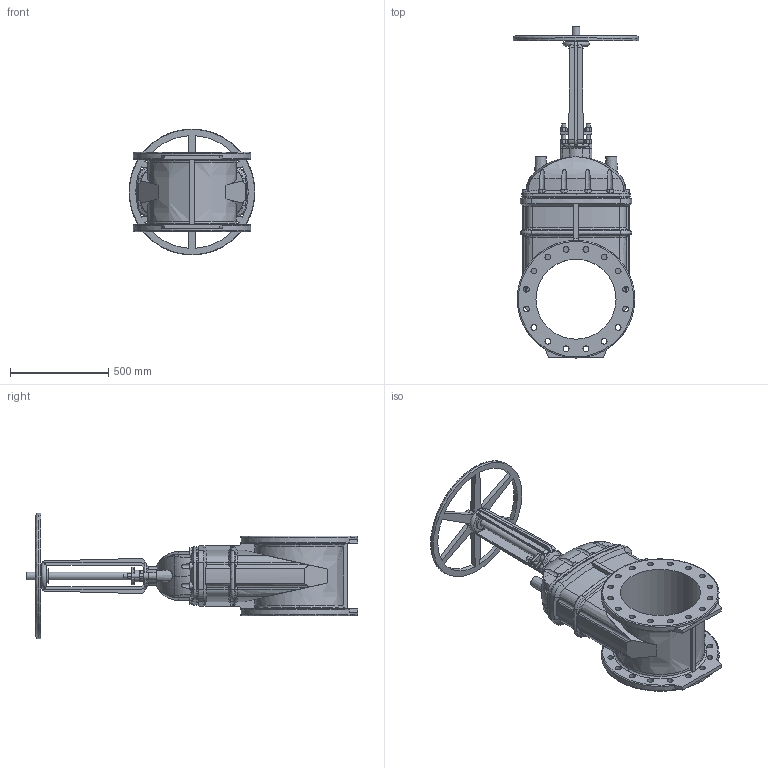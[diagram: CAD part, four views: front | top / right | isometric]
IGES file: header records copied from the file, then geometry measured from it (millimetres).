
Start section: SolidWorks IGES file using analytic representation for surfaces
Global section: file name: O_45_5C_DN400_X0_AA1_igs.igs; native system: SolidWorks 2012; preprocessor: SolidWorks 2012; author: pbm; date: 150825.112642; units: millimetre
Bounding box: 640 x 1687.5 x 640 mm (x, y, z)
Surface area: 3385276.8 mm2 (no closed solid volume)
Topology: 0 solids, 0 shells, 684 faces, 3587 edges, 3478 vertices
Faces by surface type: revolution 438, bspline 246
